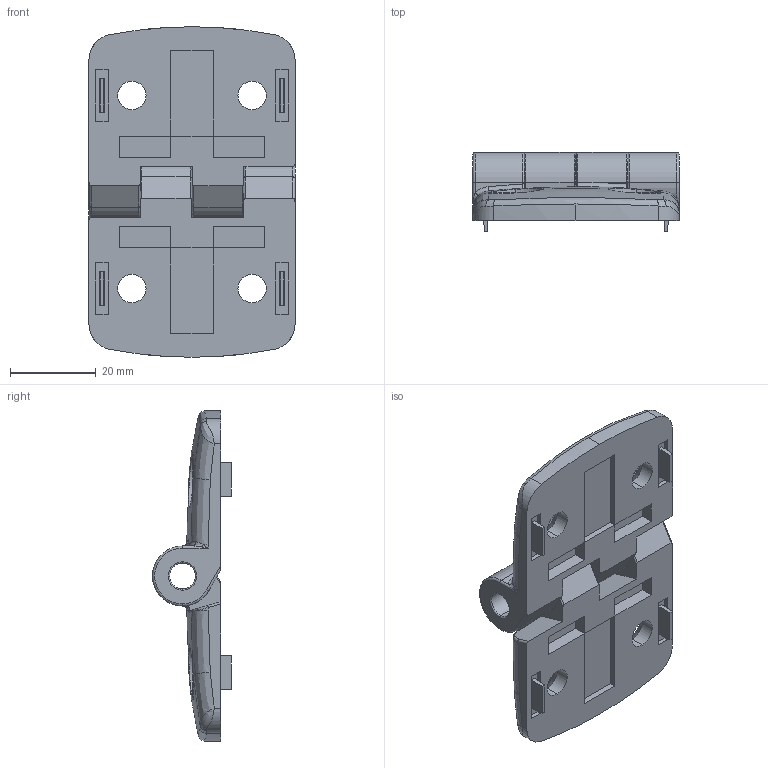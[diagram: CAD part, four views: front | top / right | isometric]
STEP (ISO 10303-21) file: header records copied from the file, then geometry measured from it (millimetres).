
FILE_DESCRIPTION(('STEP AP214'),'1');
FILE_NAME('fath_095k4040f08.stp','2017-06-15T14:09:52',('TraceParts'),('TraceParts S.A.'),'Spatial InterOp 3D',' ',' ');
FILE_SCHEMA(('automotive_design'));
Length unit declared in the file: millimetre
Products named in the file (2): fath_095k4040f08_1; fath_095k4040f08_2
Bounding box: 48 x 18.4 x 77 mm (x, y, z)
Volume: 23388.7 mm3; surface area: 12353.5 mm2
Topology: 2 solids, 2 shells, 236 faces, 594 edges, 366 vertices
Faces by surface type: plane 94, cylinder 60, bspline 46, torus 28, cone 8
Entity records: 11228 total; most frequent: CARTESIAN_POINT 4040, ORIENTED_EDGE 1176, DIRECTION 966, EDGE_CURVE 588, VERTEX_POINT 366, AXIS2_PLACEMENT_3D 342, LINE 282, VECTOR 282
